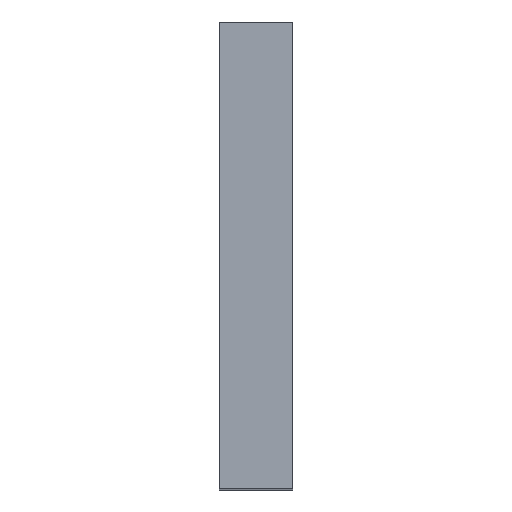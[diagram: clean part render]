
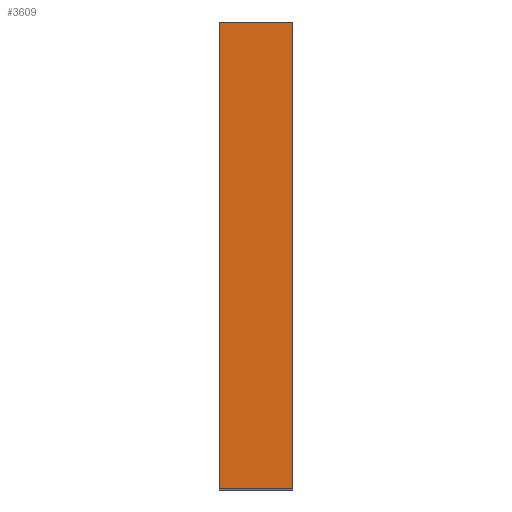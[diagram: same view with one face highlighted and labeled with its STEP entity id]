
A CAD part, top view. The second image highlights one B-rep face of the part: STEP entity #3609.
In plain terms, the highlighted planar face has unit normal (0, 0, 1).
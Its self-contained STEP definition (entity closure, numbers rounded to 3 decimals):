
#139=PLANE('',#3756);
#316=FACE_OUTER_BOUND('',#512,.T.);
#512=EDGE_LOOP('',(#3074,#3075,#3076,#3077));
#761=LINE('',#6254,#1101);
#838=LINE('',#6441,#1178);
#839=LINE('',#6443,#1179);
#840=LINE('',#6444,#1180);
#1101=VECTOR('',#4124,10.);
#1178=VECTOR('',#4279,10.);
#1179=VECTOR('',#4280,10.);
#1180=VECTOR('',#4281,10.);
#1608=VERTEX_POINT('',#6251);
#1609=VERTEX_POINT('',#6253);
#1674=VERTEX_POINT('',#6440);
#1675=VERTEX_POINT('',#6442);
#2059=EDGE_CURVE('',#1609,#1608,#761,.T.);
#2150=EDGE_CURVE('',#1674,#1608,#838,.T.);
#2151=EDGE_CURVE('',#1674,#1675,#839,.T.);
#2152=EDGE_CURVE('',#1675,#1609,#840,.T.);
#3074=ORIENTED_EDGE('',*,*,#2059,.T.);
#3075=ORIENTED_EDGE('',*,*,#2150,.F.);
#3076=ORIENTED_EDGE('',*,*,#2151,.T.);
#3077=ORIENTED_EDGE('',*,*,#2152,.T.);
#3609=ADVANCED_FACE('',(#316),#139,.T.);
#3756=AXIS2_PLACEMENT_3D('',#6439,#4277,#4278);
#4124=DIRECTION('',(0.,-1.,0.));
#4277=DIRECTION('center_axis',(0.,0.,1.));
#4278=DIRECTION('ref_axis',(0.,1.,0.));
#4279=DIRECTION('',(-1.,0.,0.));
#4280=DIRECTION('',(0.,1.,0.));
#4281=DIRECTION('',(-1.,0.,0.));
#6251=CARTESIAN_POINT('',(0.,-16.,27.15));
#6253=CARTESIAN_POINT('',(0.,29.2,27.15));
#6254=CARTESIAN_POINT('',(0.,-8.,27.15));
#6439=CARTESIAN_POINT('Origin',(0.,-16.,27.15));
#6440=CARTESIAN_POINT('',(7.15,-16.,27.15));
#6441=CARTESIAN_POINT('',(0.,-16.,27.15));
#6442=CARTESIAN_POINT('',(7.15,29.2,27.15));
#6443=CARTESIAN_POINT('',(7.15,-16.,27.15));
#6444=CARTESIAN_POINT('',(0.,29.2,27.15));
